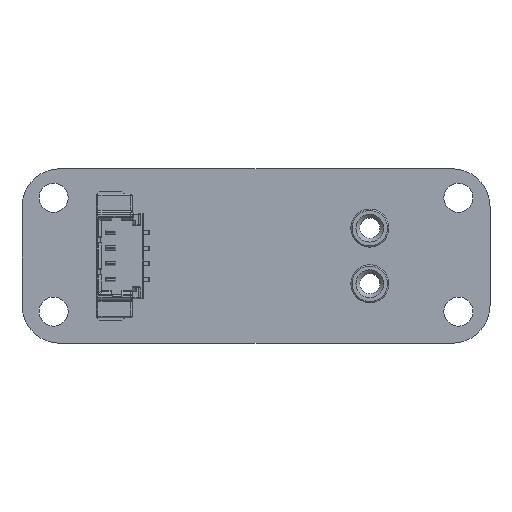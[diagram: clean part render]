
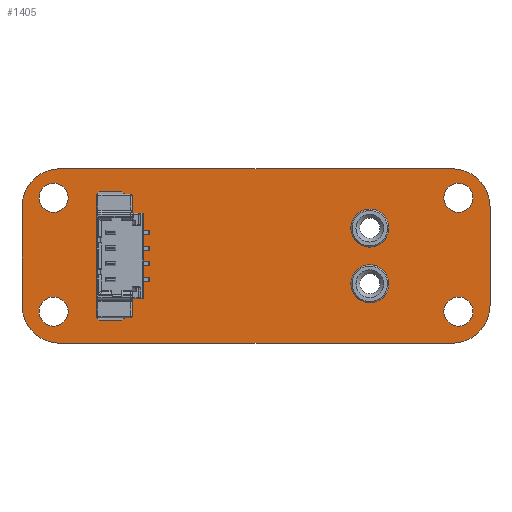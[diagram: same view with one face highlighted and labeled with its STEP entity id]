
A CAD part, top view. The second image highlights one B-rep face of the part: STEP entity #1405.
In plain terms, the highlighted planar face has unit normal (0, 0, 1).
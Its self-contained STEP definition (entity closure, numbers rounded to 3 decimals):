
#924 = VERTEX_POINT('',#925);
#925 = CARTESIAN_POINT('',(-3.,3.,0.));
#931 = EDGE_CURVE('',#924,#932,#934,.T.);
#932 = VERTEX_POINT('',#933);
#933 = CARTESIAN_POINT('',(0.,0.,
    0.));
#934 = CIRCLE('',#935,3.001);
#935 = AXIS2_PLACEMENT_3D('',#936,#937,#938);
#936 = CARTESIAN_POINT('',(0.001,3.001,0.));
#937 = DIRECTION('',(0.,0.,1.));
#938 = DIRECTION('',(-1.,0.,0.));
#964 = EDGE_CURVE('',#932,#965,#967,.T.);
#965 = VERTEX_POINT('',#966);
#966 = CARTESIAN_POINT('',(31.,0.,0.));
#967 = LINE('',#968,#969);
#968 = CARTESIAN_POINT('',(0.,0.,0.));
#969 = VECTOR('',#970,1.);
#970 = DIRECTION('',(1.,0.,0.));
#995 = EDGE_CURVE('',#965,#996,#998,.T.);
#996 = VERTEX_POINT('',#997);
#997 = CARTESIAN_POINT('',(34.,3.,0.));
#998 = CIRCLE('',#999,3.001);
#999 = AXIS2_PLACEMENT_3D('',#1000,#1001,#1002);
#1000 = CARTESIAN_POINT('',(30.999,3.001,0.));
#1001 = DIRECTION('',(0.,0.,1.));
#1002 = DIRECTION('',(0.,-1.,0.));
#1028 = EDGE_CURVE('',#996,#1029,#1031,.T.);
#1029 = VERTEX_POINT('',#1030);
#1030 = CARTESIAN_POINT('',(34.,10.8,0.));
#1031 = LINE('',#1032,#1033);
#1032 = CARTESIAN_POINT('',(34.,3.,0.));
#1033 = VECTOR('',#1034,1.);
#1034 = DIRECTION('',(0.,1.,0.));
#1059 = EDGE_CURVE('',#1029,#1060,#1062,.T.);
#1060 = VERTEX_POINT('',#1061);
#1061 = CARTESIAN_POINT('',(31.,13.8,0.));
#1062 = CIRCLE('',#1063,3.001);
#1063 = AXIS2_PLACEMENT_3D('',#1064,#1065,#1066);
#1064 = CARTESIAN_POINT('',(30.999,10.799,0.));
#1065 = DIRECTION('',(0.,0.,1.));
#1066 = DIRECTION('',(1.,0.,0.));
#1092 = EDGE_CURVE('',#1060,#1093,#1095,.T.);
#1093 = VERTEX_POINT('',#1094);
#1094 = CARTESIAN_POINT('',(0.,13.8,0.
    ));
#1095 = LINE('',#1096,#1097);
#1096 = CARTESIAN_POINT('',(31.,13.8,0.));
#1097 = VECTOR('',#1098,1.);
#1098 = DIRECTION('',(-1.,0.,0.));
#1123 = EDGE_CURVE('',#1093,#1124,#1126,.T.);
#1124 = VERTEX_POINT('',#1125);
#1125 = CARTESIAN_POINT('',(-3.,10.8,0.));
#1126 = CIRCLE('',#1127,3.001);
#1127 = AXIS2_PLACEMENT_3D('',#1128,#1129,#1130);
#1128 = CARTESIAN_POINT('',(0.001,10.799,0.)
  );
#1129 = DIRECTION('',(0.,0.,1.));
#1130 = DIRECTION('',(0.,1.,0.));
#1156 = EDGE_CURVE('',#1124,#924,#1157,.T.);
#1157 = LINE('',#1158,#1159);
#1158 = CARTESIAN_POINT('',(-3.,10.8,0.));
#1159 = VECTOR('',#1160,1.);
#1160 = DIRECTION('',(0.,-1.,0.));
#1180 = VERTEX_POINT('',#1181);
#1181 = CARTESIAN_POINT('',(0.65,2.5,0.));
#1187 = EDGE_CURVE('',#1180,#1180,#1188,.T.);
#1188 = CIRCLE('',#1189,1.15);
#1189 = AXIS2_PLACEMENT_3D('',#1190,#1191,#1192);
#1190 = CARTESIAN_POINT('',(-0.5,2.5,0.));
#1191 = DIRECTION('',(0.,0.,1.));
#1192 = DIRECTION('',(1.,0.,0.));
#1213 = VERTEX_POINT('',#1214);
#1214 = CARTESIAN_POINT('',(0.65,11.5,0.));
#1220 = EDGE_CURVE('',#1213,#1213,#1221,.T.);
#1221 = CIRCLE('',#1222,1.15);
#1222 = AXIS2_PLACEMENT_3D('',#1223,#1224,#1225);
#1223 = CARTESIAN_POINT('',(-0.5,11.5,0.));
#1224 = DIRECTION('',(0.,0.,1.));
#1225 = DIRECTION('',(1.,0.,0.));
#1246 = VERTEX_POINT('',#1247);
#1247 = CARTESIAN_POINT('',(25.55,4.7,0.));
#1253 = EDGE_CURVE('',#1246,#1246,#1254,.T.);
#1254 = CIRCLE('',#1255,1.05);
#1255 = AXIS2_PLACEMENT_3D('',#1256,#1257,#1258);
#1256 = CARTESIAN_POINT('',(24.5,4.7,0.));
#1257 = DIRECTION('',(0.,0.,1.));
#1258 = DIRECTION('',(1.,0.,0.));
#1279 = VERTEX_POINT('',#1280);
#1280 = CARTESIAN_POINT('',(32.65,2.5,0.));
#1286 = EDGE_CURVE('',#1279,#1279,#1287,.T.);
#1287 = CIRCLE('',#1288,1.15);
#1288 = AXIS2_PLACEMENT_3D('',#1289,#1290,#1291);
#1289 = CARTESIAN_POINT('',(31.5,2.5,0.));
#1290 = DIRECTION('',(0.,0.,1.));
#1291 = DIRECTION('',(1.,0.,0.));
#1312 = VERTEX_POINT('',#1313);
#1313 = CARTESIAN_POINT('',(25.55,9.1,0.));
#1319 = EDGE_CURVE('',#1312,#1312,#1320,.T.);
#1320 = CIRCLE('',#1321,1.05);
#1321 = AXIS2_PLACEMENT_3D('',#1322,#1323,#1324);
#1322 = CARTESIAN_POINT('',(24.5,9.1,0.));
#1323 = DIRECTION('',(0.,0.,1.));
#1324 = DIRECTION('',(1.,0.,0.));
#1345 = VERTEX_POINT('',#1346);
#1346 = CARTESIAN_POINT('',(32.65,11.5,0.));
#1352 = EDGE_CURVE('',#1345,#1345,#1353,.T.);
#1353 = CIRCLE('',#1354,1.15);
#1354 = AXIS2_PLACEMENT_3D('',#1355,#1356,#1357);
#1355 = CARTESIAN_POINT('',(31.5,11.5,0.));
#1356 = DIRECTION('',(0.,0.,1.));
#1357 = DIRECTION('',(1.,0.,0.));
#1405 = ADVANCED_FACE('',(#1406,#1416,#1419,#1422,#1425,#1428,#1431),
  #1434,.F.);
#1406 = FACE_BOUND('',#1407,.T.);
#1407 = EDGE_LOOP('',(#1408,#1409,#1410,#1411,#1412,#1413,#1414,#1415));
#1408 = ORIENTED_EDGE('',*,*,#931,.T.);
#1409 = ORIENTED_EDGE('',*,*,#964,.T.);
#1410 = ORIENTED_EDGE('',*,*,#995,.T.);
#1411 = ORIENTED_EDGE('',*,*,#1028,.T.);
#1412 = ORIENTED_EDGE('',*,*,#1059,.T.);
#1413 = ORIENTED_EDGE('',*,*,#1092,.T.);
#1414 = ORIENTED_EDGE('',*,*,#1123,.T.);
#1415 = ORIENTED_EDGE('',*,*,#1156,.T.);
#1416 = FACE_BOUND('',#1417,.F.);
#1417 = EDGE_LOOP('',(#1418));
#1418 = ORIENTED_EDGE('',*,*,#1187,.T.);
#1419 = FACE_BOUND('',#1420,.F.);
#1420 = EDGE_LOOP('',(#1421));
#1421 = ORIENTED_EDGE('',*,*,#1220,.T.);
#1422 = FACE_BOUND('',#1423,.F.);
#1423 = EDGE_LOOP('',(#1424));
#1424 = ORIENTED_EDGE('',*,*,#1253,.T.);
#1425 = FACE_BOUND('',#1426,.F.);
#1426 = EDGE_LOOP('',(#1427));
#1427 = ORIENTED_EDGE('',*,*,#1286,.T.);
#1428 = FACE_BOUND('',#1429,.F.);
#1429 = EDGE_LOOP('',(#1430));
#1430 = ORIENTED_EDGE('',*,*,#1319,.T.);
#1431 = FACE_BOUND('',#1432,.F.);
#1432 = EDGE_LOOP('',(#1433));
#1433 = ORIENTED_EDGE('',*,*,#1352,.T.);
#1434 = PLANE('',#1435);
#1435 = AXIS2_PLACEMENT_3D('',#1436,#1437,#1438);
#1436 = CARTESIAN_POINT('',(-3.,3.,0.));
#1437 = DIRECTION('',(0.,0.,-1.));
#1438 = DIRECTION('',(-1.,0.,0.));
